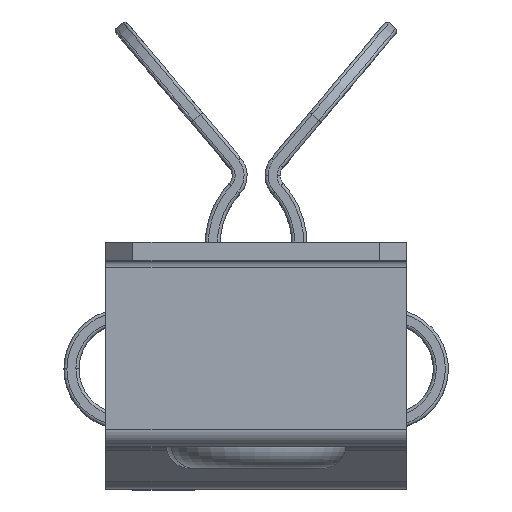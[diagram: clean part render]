
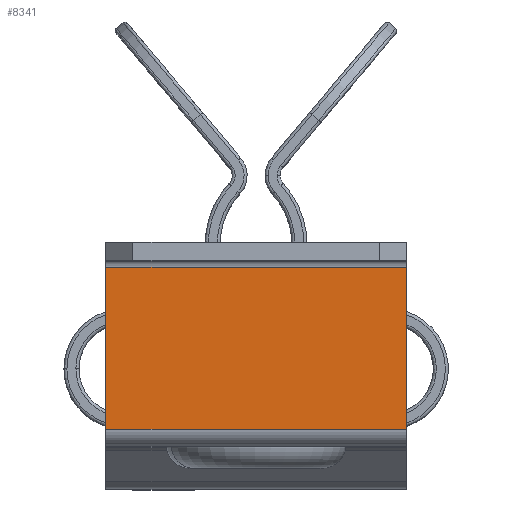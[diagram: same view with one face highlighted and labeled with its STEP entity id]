
A CAD part, top view. The second image highlights one B-rep face of the part: STEP entity #8341.
In plain terms, the highlighted face is planar.
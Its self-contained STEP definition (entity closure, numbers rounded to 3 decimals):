
#126 = DIRECTION ( 'NONE',  ( 0., 0., -1. ) ) ;
#385 = DIRECTION ( 'NONE',  ( 0.017, -1., 0. ) ) ;
#594 = EDGE_CURVE ( 'NONE', #10574, #6737, #11077, .T. ) ;
#1361 = PLANE ( 'NONE',  #4612 ) ;
#1416 = VECTOR ( 'NONE', #10149, 1000. ) ;
#1665 = CARTESIAN_POINT ( 'NONE',  ( -22.221, 7.371, -5. ) ) ;
#2165 = CARTESIAN_POINT ( 'NONE',  ( -22.221, 7.371, 5. ) ) ;
#2291 = EDGE_CURVE ( 'NONE', #10574, #8038, #10033, .T. ) ;
#2834 = CARTESIAN_POINT ( 'NONE',  ( -22.127, 1.992, 5. ) ) ;
#3289 = FACE_OUTER_BOUND ( 'NONE', #5473, .T. ) ;
#3995 = LINE ( 'NONE', #10204, #1416 ) ;
#4199 = EDGE_CURVE ( 'NONE', #8038, #9975, #9997, .T. ) ;
#4313 = CARTESIAN_POINT ( 'NONE',  ( -22.221, 7.371, 5. ) ) ;
#4436 = ORIENTED_EDGE ( 'NONE', *, *, #10404, .T. ) ;
#4612 = AXIS2_PLACEMENT_3D ( 'NONE', #4934, #11197, #6846 ) ;
#4934 = CARTESIAN_POINT ( 'NONE',  ( -22.221, 7.371, 5. ) ) ;
#5077 = ORIENTED_EDGE ( 'NONE', *, *, #594, .T. ) ;
#5473 = EDGE_LOOP ( 'NONE', ( #4436, #11375, #10449, #5077 ) ) ;
#6146 = VECTOR ( 'NONE', #10047, 1000. ) ;
#6326 = VECTOR ( 'NONE', #126, 1000. ) ;
#6737 = VERTEX_POINT ( 'NONE', #1665 ) ;
#6846 = DIRECTION ( 'NONE',  ( -0.017, 1., 0. ) ) ;
#7432 = CARTESIAN_POINT ( 'NONE',  ( -22.221, 7.371, 5. ) ) ;
#7782 = VECTOR ( 'NONE', #385, 1000. ) ;
#8038 = VERTEX_POINT ( 'NONE', #9581 ) ;
#8341 = ADVANCED_FACE ( 'NONE', ( #3289 ), #1361, .F. ) ;
#9581 = CARTESIAN_POINT ( 'NONE',  ( -22.127, 1.992, 5. ) ) ;
#9975 = VERTEX_POINT ( 'NONE', #11437 ) ;
#9997 = LINE ( 'NONE', #2834, #6326 ) ;
#10033 = LINE ( 'NONE', #2165, #7782 ) ;
#10047 = DIRECTION ( 'NONE',  ( 0., 0., -1. ) ) ;
#10149 = DIRECTION ( 'NONE',  ( 0.017, -1., 0. ) ) ;
#10204 = CARTESIAN_POINT ( 'NONE',  ( -22.221, 7.371, -5. ) ) ;
#10404 = EDGE_CURVE ( 'NONE', #6737, #9975, #3995, .T. ) ;
#10449 = ORIENTED_EDGE ( 'NONE', *, *, #2291, .F. ) ;
#10574 = VERTEX_POINT ( 'NONE', #4313 ) ;
#11077 = LINE ( 'NONE', #7432, #6146 ) ;
#11197 = DIRECTION ( 'NONE',  ( 1., 0.017, 0. ) ) ;
#11375 = ORIENTED_EDGE ( 'NONE', *, *, #4199, .F. ) ;
#11437 = CARTESIAN_POINT ( 'NONE',  ( -22.127, 1.992, -5. ) ) ;
